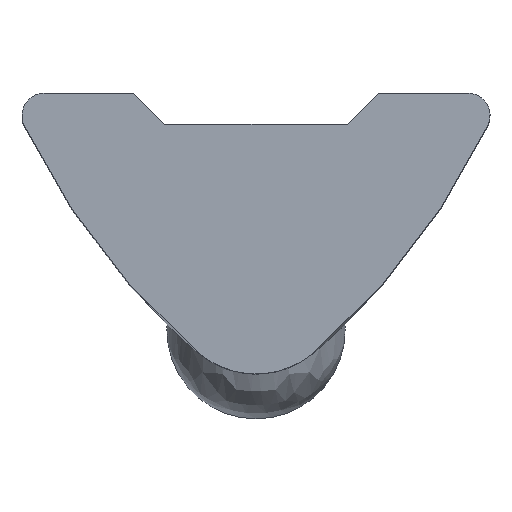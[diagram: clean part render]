
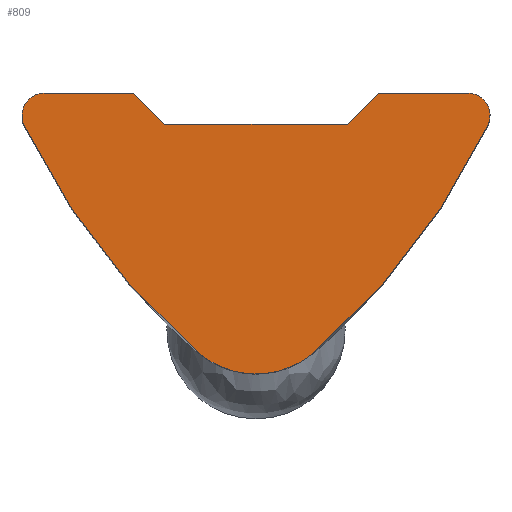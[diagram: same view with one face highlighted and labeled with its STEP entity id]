
A CAD part, top view. The second image highlights one B-rep face of the part: STEP entity #809.
In plain terms, the highlighted planar face has unit normal (0, 0, 1).
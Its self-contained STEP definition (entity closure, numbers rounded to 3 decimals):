
#8 = VERTEX_POINT ( 'NONE', #324 ) ;
#21 = VERTEX_POINT ( 'NONE', #867 ) ;
#30 = CIRCLE ( 'NONE', #818, 16. ) ;
#34 = ORIENTED_EDGE ( 'NONE', *, *, #262, .T. ) ;
#37 = ORIENTED_EDGE ( 'NONE', *, *, #844, .F. ) ;
#61 = ORIENTED_EDGE ( 'NONE', *, *, #964, .T. ) ;
#91 = CARTESIAN_POINT ( 'NONE',  ( -4.75, -0.5, 17. ) ) ;
#103 = DIRECTION ( 'NONE',  ( -1., 0., 0. ) ) ;
#133 = LINE ( 'NONE', #325, #748 ) ;
#140 = EDGE_LOOP ( 'NONE', ( #61, #37, #466, #495, #1109, #520, #1047, #154, #716, #34, #301 ) ) ;
#154 = ORIENTED_EDGE ( 'NONE', *, *, #564, .T. ) ;
#164 = VECTOR ( 'NONE', #348, 1000. ) ;
#190 = EDGE_CURVE ( 'NONE', #778, #583, #803, .T. ) ;
#203 = EDGE_CURVE ( 'NONE', #8, #211, #1056, .T. ) ;
#207 = DIRECTION ( 'NONE',  ( 1., 0., 0. ) ) ;
#211 = VERTEX_POINT ( 'NONE', #1055 ) ;
#249 = CARTESIAN_POINT ( 'NONE',  ( 4.75, 0., 17. ) ) ;
#254 = DIRECTION ( 'NONE',  ( 0., 0., 1. ) ) ;
#262 = EDGE_CURVE ( 'NONE', #519, #583, #831, .T. ) ;
#265 = EDGE_CURVE ( 'NONE', #21, #211, #579, .T. ) ;
#276 = AXIS2_PLACEMENT_3D ( 'NONE', #907, #377, #471 ) ;
#278 = CARTESIAN_POINT ( 'NONE',  ( 2.05, -0.7, 17. ) ) ;
#300 = CARTESIAN_POINT ( 'NONE',  ( 0., 0., 17. ) ) ;
#301 = ORIENTED_EDGE ( 'NONE', *, *, #190, .F. ) ;
#324 = CARTESIAN_POINT ( 'NONE',  ( -2.75, 0., 17. ) ) ;
#325 = CARTESIAN_POINT ( 'NONE',  ( -2.75, 0., 17. ) ) ;
#348 = DIRECTION ( 'NONE',  ( 0.707, 0.707, 0. ) ) ;
#351 = DIRECTION ( 'NONE',  ( -1., 0., 0. ) ) ;
#353 = EDGE_CURVE ( 'NONE', #519, #543, #638, .T. ) ;
#355 = DIRECTION ( 'NONE',  ( 0., 0., 1. ) ) ;
#358 = CARTESIAN_POINT ( 'NONE',  ( 0., -4.3, 17. ) ) ;
#364 = CIRCLE ( 'NONE', #1015, 16. ) ;
#377 = DIRECTION ( 'NONE',  ( 0., 0., -1. ) ) ;
#384 = DIRECTION ( 'NONE',  ( -1., 0., 0. ) ) ;
#386 = AXIS2_PLACEMENT_3D ( 'NONE', #300, #827, #207 ) ;
#409 = VERTEX_POINT ( 'NONE', #681 ) ;
#414 = CARTESIAN_POINT ( 'NONE',  ( -5.2, -0.718, 17. ) ) ;
#427 = DIRECTION ( 'NONE',  ( -1., 0., 0. ) ) ;
#431 = CARTESIAN_POINT ( 'NONE',  ( -9.203, 6.25, 17. ) ) ;
#456 = DIRECTION ( 'NONE',  ( -1., 0., 0. ) ) ;
#463 = CARTESIAN_POINT ( 'NONE',  ( 9.203, 6.25, 17. ) ) ;
#466 = ORIENTED_EDGE ( 'NONE', *, *, #203, .T. ) ;
#471 = DIRECTION ( 'NONE',  ( -1., 0., 0. ) ) ;
#495 = ORIENTED_EDGE ( 'NONE', *, *, #265, .F. ) ;
#510 = VERTEX_POINT ( 'NONE', #414 ) ;
#519 = VERTEX_POINT ( 'NONE', #249 ) ;
#520 = ORIENTED_EDGE ( 'NONE', *, *, #739, .F. ) ;
#543 = VERTEX_POINT ( 'NONE', #1116 ) ;
#554 = CARTESIAN_POINT ( 'NONE',  ( 1.315, -5.807, 17. ) ) ;
#564 = EDGE_CURVE ( 'NONE', #753, #543, #30, .T. ) ;
#570 = CARTESIAN_POINT ( 'NONE',  ( -2.05, -0.7, 17. ) ) ;
#578 = LINE ( 'NONE', #774, #1029 ) ;
#579 = CIRCLE ( 'NONE', #276, 0.5 ) ;
#583 = VERTEX_POINT ( 'NONE', #1054 ) ;
#632 = CARTESIAN_POINT ( 'NONE',  ( 2.05, -0.7, 17. ) ) ;
#638 = CIRCLE ( 'NONE', #798, 0.5 ) ;
#648 = EDGE_CURVE ( 'NONE', #409, #753, #854, .T. ) ;
#681 = CARTESIAN_POINT ( 'NONE',  ( -1.315, -5.807, 17. ) ) ;
#682 = AXIS2_PLACEMENT_3D ( 'NONE', #91, #689, #856 ) ;
#689 = DIRECTION ( 'NONE',  ( 0., 0., -1. ) ) ;
#716 = ORIENTED_EDGE ( 'NONE', *, *, #353, .F. ) ;
#725 = PLANE ( 'NONE',  #386 ) ;
#739 = EDGE_CURVE ( 'NONE', #409, #510, #364, .T. ) ;
#745 = DIRECTION ( 'NONE',  ( 0., 0., -1. ) ) ;
#748 = VECTOR ( 'NONE', #1028, 1000. ) ;
#753 = VERTEX_POINT ( 'NONE', #554 ) ;
#774 = CARTESIAN_POINT ( 'NONE',  ( 0., -0.7, 17. ) ) ;
#777 = VECTOR ( 'NONE', #384, 1000. ) ;
#778 = VERTEX_POINT ( 'NONE', #632 ) ;
#798 = AXIS2_PLACEMENT_3D ( 'NONE', #825, #745, #829 ) ;
#803 = LINE ( 'NONE', #278, #164 ) ;
#809 = ADVANCED_FACE ( 'NONE', ( #1071 ), #725, .T. ) ;
#810 = DIRECTION ( 'NONE',  ( -1., 0., 0. ) ) ;
#818 = AXIS2_PLACEMENT_3D ( 'NONE', #431, #254, #103 ) ;
#825 = CARTESIAN_POINT ( 'NONE',  ( 4.75, -0.5, 17. ) ) ;
#827 = DIRECTION ( 'NONE',  ( 0., 0., 1. ) ) ;
#829 = DIRECTION ( 'NONE',  ( -1., 0., 0. ) ) ;
#831 = LINE ( 'NONE', #999, #777 ) ;
#844 = EDGE_CURVE ( 'NONE', #8, #857, #133, .T. ) ;
#854 = CIRCLE ( 'NONE', #975, 2. ) ;
#856 = DIRECTION ( 'NONE',  ( -1., 0., 0. ) ) ;
#857 = VERTEX_POINT ( 'NONE', #570 ) ;
#867 = CARTESIAN_POINT ( 'NONE',  ( -5.25, -0.5, 17. ) ) ;
#907 = CARTESIAN_POINT ( 'NONE',  ( -4.75, -0.5, 17. ) ) ;
#964 = EDGE_CURVE ( 'NONE', #778, #857, #578, .T. ) ;
#975 = AXIS2_PLACEMENT_3D ( 'NONE', #358, #355, #456 ) ;
#982 = CARTESIAN_POINT ( 'NONE',  ( 0., 0., 17. ) ) ;
#983 = EDGE_CURVE ( 'NONE', #510, #21, #985, .T. ) ;
#985 = CIRCLE ( 'NONE', #682, 0.5 ) ;
#999 = CARTESIAN_POINT ( 'NONE',  ( 0., 0., 17. ) ) ;
#1010 = DIRECTION ( 'NONE',  ( 0., 0., -1. ) ) ;
#1015 = AXIS2_PLACEMENT_3D ( 'NONE', #463, #1010, #810 ) ;
#1018 = VECTOR ( 'NONE', #351, 1000. ) ;
#1028 = DIRECTION ( 'NONE',  ( 0.707, -0.707, 0. ) ) ;
#1029 = VECTOR ( 'NONE', #427, 1000. ) ;
#1047 = ORIENTED_EDGE ( 'NONE', *, *, #648, .T. ) ;
#1054 = CARTESIAN_POINT ( 'NONE',  ( 2.75, 0., 17. ) ) ;
#1055 = CARTESIAN_POINT ( 'NONE',  ( -4.75, 0., 17. ) ) ;
#1056 = LINE ( 'NONE', #982, #1018 ) ;
#1071 = FACE_OUTER_BOUND ( 'NONE', #140, .T. ) ;
#1109 = ORIENTED_EDGE ( 'NONE', *, *, #983, .F. ) ;
#1116 = CARTESIAN_POINT ( 'NONE',  ( 5.2, -0.718, 17. ) ) ;
